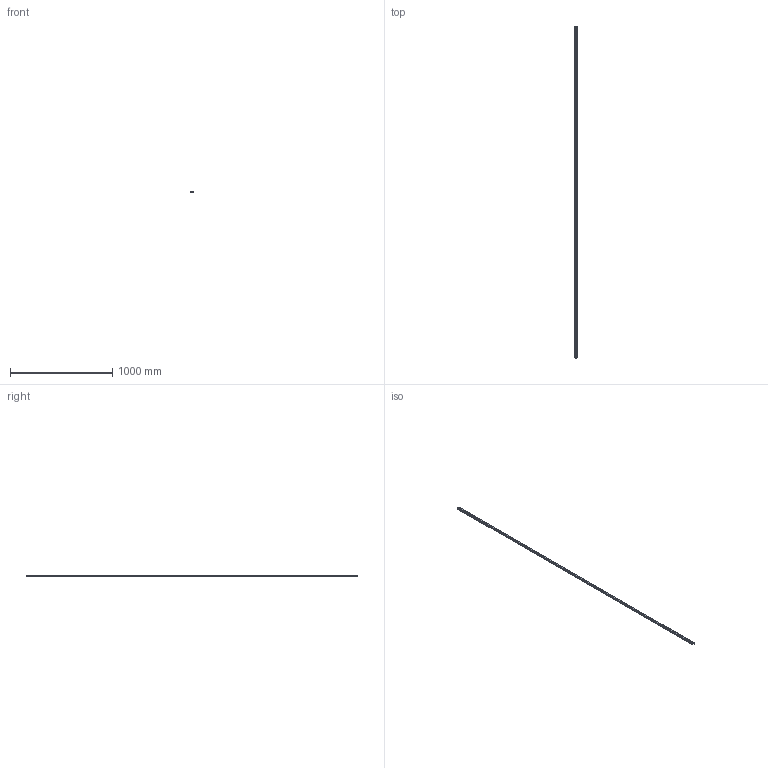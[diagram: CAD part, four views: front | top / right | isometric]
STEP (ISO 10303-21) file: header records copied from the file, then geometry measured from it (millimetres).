
FILE_DESCRIPTION(('STEP AP214'),'1');
FILE_NAME('cctmp_89C7AC32-124B-47C5-8106-3E85C08BAAAC_2020_5_19_12_49_16_110..stp','2020-05-19T10:49:16',('HIWIN GmbH'),('CADClick - www.CADClick.com'),'Spatial InterOp 3D',' ','unknown authorization');
FILE_SCHEMA(('AUTOMOTIVE_DESIGN'));
Length unit declared in the file: millimetre
Products named in the file (1): HGR20R3250H_FILE
Bounding box: 20 x 3250 x 17.5 mm (x, y, z)
Volume: 929273.2 mm3; surface area: 275458.6 mm2
Topology: 1 solids, 1 shells, 593 faces, 1275 edges, 850 vertices
Faces by surface type: cylinder 346, plane 247
Entity records: 21169 total; most frequent: DIRECTION 3155, CARTESIAN_POINT 2719, ORIENTED_EDGE 2550, AXIS2_PLACEMENT_3D 1286, EDGE_CURVE 1275, VERTEX_POINT 850, EDGE_LOOP 759, CIRCLE 692
